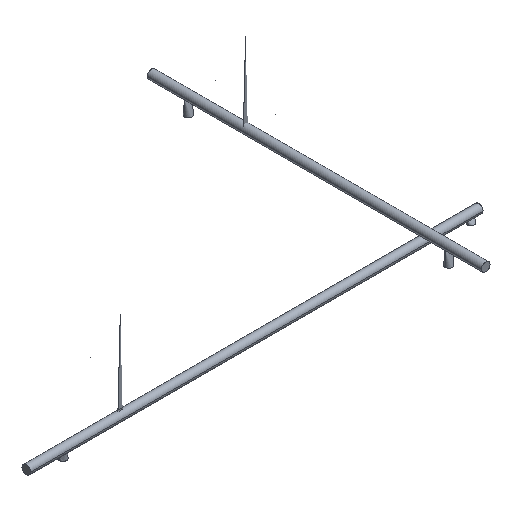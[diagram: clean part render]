
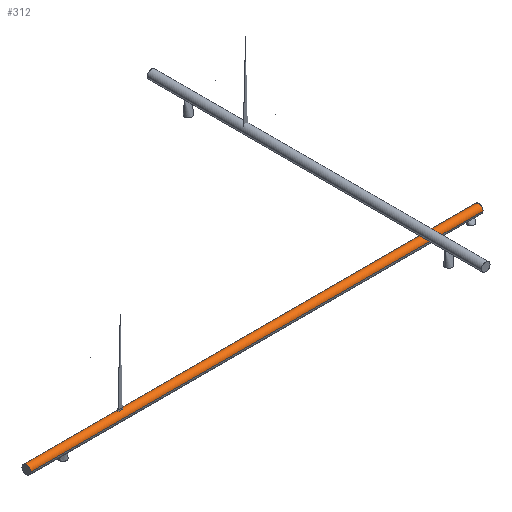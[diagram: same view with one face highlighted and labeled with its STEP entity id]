
A CAD part, isometric view. The second image highlights one B-rep face of the part: STEP entity #312.
In plain terms, the highlighted free-form (B-spline) face has degree [2, 1] with [5, 2] control points.
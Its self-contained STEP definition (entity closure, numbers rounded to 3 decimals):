
#312=ADVANCED_FACE('',(#354),#762,.T.);
#354=FACE_OUTER_BOUND('',#396,.T.);
#396=EDGE_LOOP('',(#523,#524,#525,#526));
#523=ORIENTED_EDGE('',*,*,#608,.T.);
#524=ORIENTED_EDGE('',*,*,#607,.F.);
#525=ORIENTED_EDGE('',*,*,#606,.F.);
#526=ORIENTED_EDGE('',*,*,#605,.T.);
#605=EDGE_CURVE('',#733,#734,#670,.T.);
#606=EDGE_CURVE('',#733,#732,#671,.T.);
#607=EDGE_CURVE('',#732,#735,#672,.T.);
#608=EDGE_CURVE('',#734,#735,#673,.T.);
#670=(
BOUNDED_CURVE()
B_SPLINE_CURVE(2,(#1997,#1998,#1999,#2000,#2001),.UNSPECIFIED.,.F.,.F.)
B_SPLINE_CURVE_WITH_KNOTS((3,2,3),(0.,5.498,10.996),
 .UNSPECIFIED.)
CURVE()
GEOMETRIC_REPRESENTATION_ITEM()
RATIONAL_B_SPLINE_CURVE((1.,0.707,1.,0.707,1.))
REPRESENTATION_ITEM('')
);
#671=(
BOUNDED_CURVE()
B_SPLINE_CURVE(1,(#2002,#2003),.UNSPECIFIED.,.F.,.F.)
B_SPLINE_CURVE_WITH_KNOTS((2,2),(-79.722,314.838),
 .UNSPECIFIED.)
CURVE()
GEOMETRIC_REPRESENTATION_ITEM()
RATIONAL_B_SPLINE_CURVE((1.,1.))
REPRESENTATION_ITEM('')
);
#672=(
BOUNDED_CURVE()
B_SPLINE_CURVE(2,(#2004,#2005,#2006,#2007,#2008),.UNSPECIFIED.,.F.,.F.)
B_SPLINE_CURVE_WITH_KNOTS((3,2,3),(0.,5.498,10.996),
 .UNSPECIFIED.)
CURVE()
GEOMETRIC_REPRESENTATION_ITEM()
RATIONAL_B_SPLINE_CURVE((1.,0.707,1.,0.707,1.))
REPRESENTATION_ITEM('')
);
#673=(
BOUNDED_CURVE()
B_SPLINE_CURVE(1,(#2009,#2010),.UNSPECIFIED.,.F.,.F.)
B_SPLINE_CURVE_WITH_KNOTS((2,2),(-79.722,314.838),
 .UNSPECIFIED.)
CURVE()
GEOMETRIC_REPRESENTATION_ITEM()
RATIONAL_B_SPLINE_CURVE((1.,1.))
REPRESENTATION_ITEM('')
);
#732=VERTEX_POINT('',#1993);
#733=VERTEX_POINT('',#1994);
#734=VERTEX_POINT('',#1995);
#735=VERTEX_POINT('',#1996);
#762=(
BOUNDED_SURFACE()
B_SPLINE_SURFACE(2,1,((#1973,#1974),(#1975,#1976),(#1977,#1978),(#1979,
#1980),(#1981,#1982)),.UNSPECIFIED.,.F.,.F.,.F.)
B_SPLINE_SURFACE_WITH_KNOTS((3,2,3),(2,2),(0.,5.498,10.996),
(-79.722,314.838),.UNSPECIFIED.)
GEOMETRIC_REPRESENTATION_ITEM()
RATIONAL_B_SPLINE_SURFACE(((1.,1.),(0.707,0.707),
(1.,1.),(0.707,0.707),(1.,1.)))
REPRESENTATION_ITEM('')
SURFACE()
);
#1973=CARTESIAN_POINT('',(-638.593,5.694,12.298));
#1974=CARTESIAN_POINT('',(11.407,5.694,12.298));
#1975=CARTESIAN_POINT('',(-638.593,5.694,18.447));
#1976=CARTESIAN_POINT('',(11.407,5.694,18.447));
#1977=CARTESIAN_POINT('',(-638.593,-0.455,18.447));
#1978=CARTESIAN_POINT('',(11.407,-0.455,18.447));
#1979=CARTESIAN_POINT('',(-638.593,-6.604,18.447));
#1980=CARTESIAN_POINT('',(11.407,-6.604,18.447));
#1981=CARTESIAN_POINT('',(-638.593,-6.604,12.298));
#1982=CARTESIAN_POINT('',(11.407,-6.604,12.298));
#1993=CARTESIAN_POINT('',(11.407,5.694,12.298));
#1994=CARTESIAN_POINT('',(-638.593,5.694,12.298));
#1995=CARTESIAN_POINT('',(-638.593,-6.604,12.298));
#1996=CARTESIAN_POINT('',(11.407,-6.604,12.298));
#1997=CARTESIAN_POINT('',(-638.593,5.694,12.298));
#1998=CARTESIAN_POINT('',(-638.593,5.694,18.447));
#1999=CARTESIAN_POINT('',(-638.593,-0.455,18.447));
#2000=CARTESIAN_POINT('',(-638.593,-6.604,18.447));
#2001=CARTESIAN_POINT('',(-638.593,-6.604,12.298));
#2002=CARTESIAN_POINT('',(-638.593,5.694,12.298));
#2003=CARTESIAN_POINT('',(11.407,5.694,12.298));
#2004=CARTESIAN_POINT('',(11.407,5.694,12.298));
#2005=CARTESIAN_POINT('',(11.407,5.694,18.447));
#2006=CARTESIAN_POINT('',(11.407,-0.455,18.447));
#2007=CARTESIAN_POINT('',(11.407,-6.604,18.447));
#2008=CARTESIAN_POINT('',(11.407,-6.604,12.298));
#2009=CARTESIAN_POINT('',(-638.593,-6.604,12.298));
#2010=CARTESIAN_POINT('',(11.407,-6.604,12.298));
